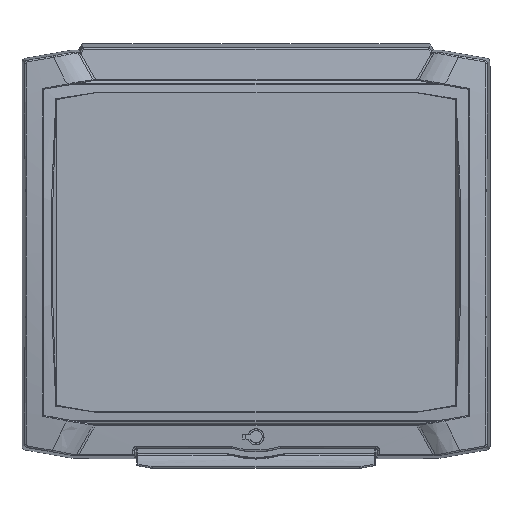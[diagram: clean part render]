
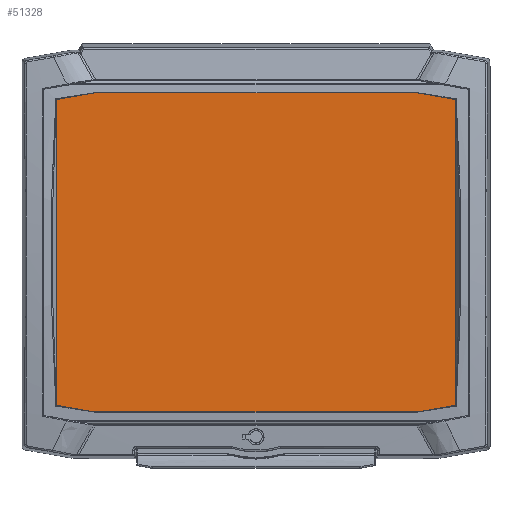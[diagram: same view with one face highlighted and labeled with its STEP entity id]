
A CAD part, top view. The second image highlights one B-rep face of the part: STEP entity #51328.
In plain terms, the highlighted planar face has unit normal (0, 0, 1).
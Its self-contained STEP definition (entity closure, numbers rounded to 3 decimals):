
#2059=PLANE('',#56138);
#5757=LINE('',#120618,#10114);
#5762=LINE('',#120661,#10119);
#5816=LINE('',#122568,#10173);
#5817=LINE('',#122647,#10174);
#5820=LINE('',#122741,#10177);
#5821=LINE('',#122820,#10178);
#5824=LINE('',#122828,#10181);
#5825=LINE('',#122829,#10182);
#10114=VECTOR('',#68425,172.418);
#10119=VECTOR('',#68438,172.418);
#10173=VECTOR('',#68752,21.832);
#10174=VECTOR('',#68761,21.832);
#10177=VECTOR('',#68770,21.832);
#10178=VECTOR('',#68779,21.832);
#10181=VECTOR('',#68792,182.);
#10182=VECTOR('',#68793,182.);
#14923=FACE_OUTER_BOUND('',#18114,.T.);
#18114=EDGE_LOOP('',(#46165,#46166,#46167,#46168,#46169,#46170,#46171,#46172));
#24959=VERTEX_POINT('',#120615);
#24960=VERTEX_POINT('',#120617);
#24967=VERTEX_POINT('',#120658);
#24968=VERTEX_POINT('',#120660);
#25071=VERTEX_POINT('',#122566);
#25073=VERTEX_POINT('',#122646);
#25075=VERTEX_POINT('',#122739);
#25077=VERTEX_POINT('',#122819);
#32033=EDGE_CURVE('',#24959,#24960,#5757,.T.);
#32042=EDGE_CURVE('',#24967,#24968,#5762,.T.);
#32204=EDGE_CURVE('',#25071,#24959,#5816,.T.);
#32208=EDGE_CURVE('',#24960,#25073,#5817,.T.);
#32214=EDGE_CURVE('',#25075,#24967,#5820,.T.);
#32218=EDGE_CURVE('',#24968,#25077,#5821,.T.);
#32221=EDGE_CURVE('',#25077,#25071,#5824,.T.);
#32222=EDGE_CURVE('',#25073,#25075,#5825,.T.);
#46165=ORIENTED_EDGE('',*,*,#32033,.F.);
#46166=ORIENTED_EDGE('',*,*,#32204,.F.);
#46167=ORIENTED_EDGE('',*,*,#32221,.F.);
#46168=ORIENTED_EDGE('',*,*,#32218,.F.);
#46169=ORIENTED_EDGE('',*,*,#32042,.F.);
#46170=ORIENTED_EDGE('',*,*,#32214,.F.);
#46171=ORIENTED_EDGE('',*,*,#32222,.F.);
#46172=ORIENTED_EDGE('',*,*,#32208,.F.);
#51328=ADVANCED_FACE('',(#14923),#2059,.T.);
#56138=AXIS2_PLACEMENT_3D('',#122827,#68790,#68791);
#68425=DIRECTION('',(0.,-1.,0.));
#68438=DIRECTION('',(0.,1.,0.));
#68752=DIRECTION('',(0.985,-0.174,0.));
#68761=DIRECTION('',(-0.985,-0.174,0.));
#68770=DIRECTION('',(-0.985,0.174,0.));
#68779=DIRECTION('',(0.985,0.174,0.));
#68790=DIRECTION('center_axis',(0.,0.,1.));
#68791=DIRECTION('ref_axis',(1.,0.,0.));
#68792=DIRECTION('',(1.,0.,0.));
#68793=DIRECTION('',(-1.,0.,0.));
#120615=CARTESIAN_POINT('',(112.5,86.209,9.2));
#120617=CARTESIAN_POINT('',(112.5,-86.209,9.2));
#120618=CARTESIAN_POINT('',(112.5,86.209,9.2));
#120658=CARTESIAN_POINT('',(-112.5,-86.209,9.2));
#120660=CARTESIAN_POINT('',(-112.5,86.209,9.2));
#120661=CARTESIAN_POINT('',(-112.5,-86.209,9.2));
#122566=CARTESIAN_POINT('',(91.,90.,9.2));
#122568=CARTESIAN_POINT('',(91.,90.,9.2));
#122646=CARTESIAN_POINT('',(91.,-90.,9.2));
#122647=CARTESIAN_POINT('',(112.5,-86.209,9.2));
#122739=CARTESIAN_POINT('',(-91.,-90.,9.2));
#122741=CARTESIAN_POINT('',(-91.,-90.,9.2));
#122819=CARTESIAN_POINT('',(-91.,90.,9.2));
#122820=CARTESIAN_POINT('',(-112.5,86.209,9.2));
#122827=CARTESIAN_POINT('Origin',(0.,0.,9.2));
#122828=CARTESIAN_POINT('',(-91.,90.,9.2));
#122829=CARTESIAN_POINT('',(91.,-90.,9.2));
